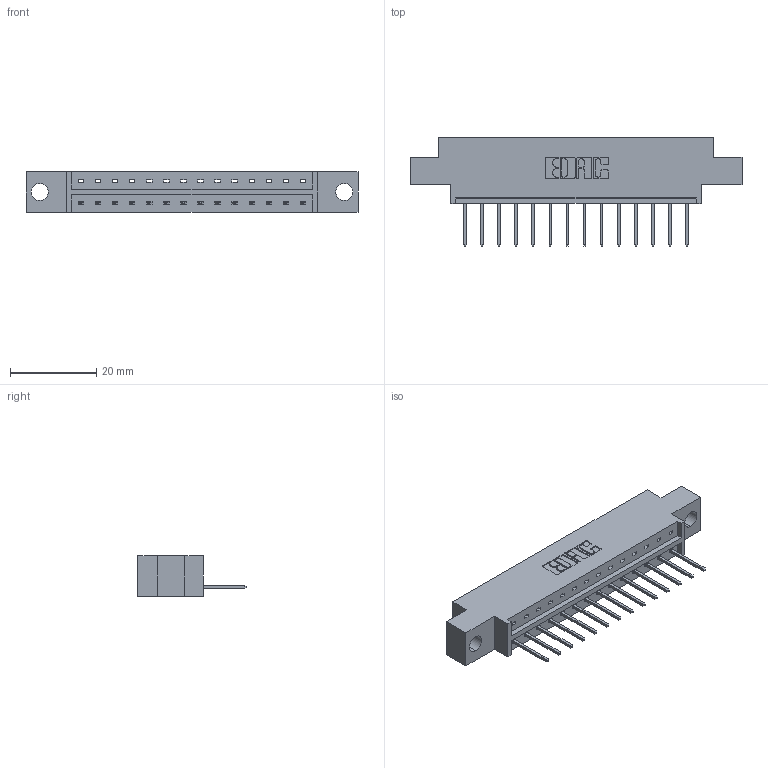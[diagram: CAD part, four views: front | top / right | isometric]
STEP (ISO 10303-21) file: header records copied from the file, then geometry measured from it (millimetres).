
FILE_DESCRIPTION (( 'STEP AP203' ), '1' );
FILE_NAME ('333-014-523-604.STEP', '2018-08-01T02:11:58', ( '' ), ( '' ), 'SwSTEP 2.0', 'SolidWorks 2016', '' );
FILE_SCHEMA (( 'CONFIG_CONTROL_DESIGN' ));
Length unit declared in the file: inch
Products named in the file (3): 333 Part_Offset - .156 Dia - TH; 345-292-001_345-293-123; 333-014-523-604
Assembly tree (15 placements, depth 2):
  333-014-523-604
    333 Part_Offset - .156 Dia - TH
    345-292-001_345-293-123  x14
Bounding box: 77.01 x 25.15 x 9.4 mm (x, y, z)
Volume: 7187.8 mm3; surface area: 7601.5 mm2
Topology: 15 solids, 15 shells, 930 faces, 2787 edges, 1838 vertices
Faces by surface type: plane 662, cylinder 268
Entity records: 12333 total; most frequent: CARTESIAN_POINT 2140, ORIENTED_EDGE 2090, DIRECTION 1861, EDGE_CURVE 1045, LINE 917, VECTOR 917, VERTEX_POINT 694, AXIS2_PLACEMENT_3D 472
